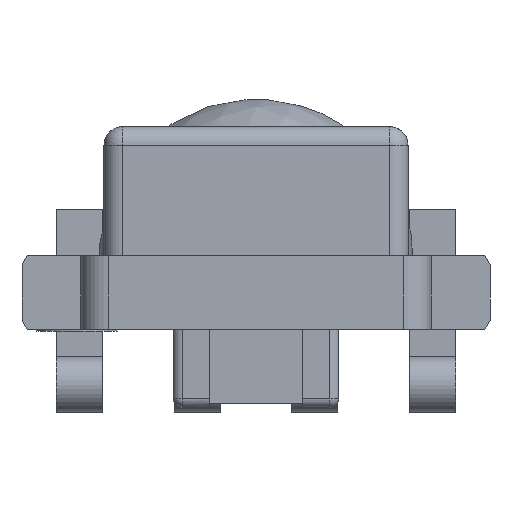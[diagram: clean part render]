
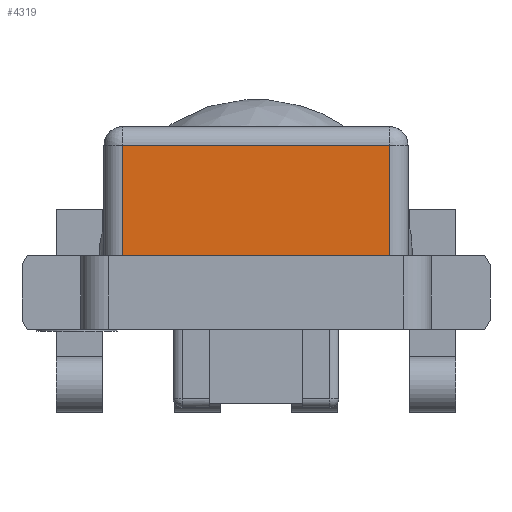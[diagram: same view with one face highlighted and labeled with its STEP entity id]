
A CAD part, left-side view. The second image highlights one B-rep face of the part: STEP entity #4319.
In plain terms, the highlighted planar face has unit normal (-1, 0, 0).
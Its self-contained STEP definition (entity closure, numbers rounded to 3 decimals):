
#4098=CARTESIAN_POINT('',(-13.6,-1.45,0.8));
#4099=VERTEX_POINT('',#4098);
#4107=CARTESIAN_POINT('',(-13.6,1.45,0.8));
#4108=VERTEX_POINT('',#4107);
#4109=CARTESIAN_POINT('',(-13.6,1.45,0.8));
#4110=DIRECTION('',(0.0,-1.0,0.0));
#4111=VECTOR('',#4110,2.9);
#4112=LINE('',#4109,#4111);
#4113=EDGE_CURVE('',#4108,#4099,#4112,.T.);
#4289=CARTESIAN_POINT('',(-13.6,-1.595,0.74));
#4290=DIRECTION('',(1.0,0.0,0.0));
#4291=DIRECTION('',(0.0,1.0,0.0));
#4292=AXIS2_PLACEMENT_3D('',#4289,#4290,#4291);
#4293=PLANE('',#4292);
#4294=ORIENTED_EDGE('',*,*,#4113,.T.);
#4295=CARTESIAN_POINT('',(-13.6,-1.45,2.0));
#4296=VERTEX_POINT('',#4295);
#4297=CARTESIAN_POINT('',(-13.6,-1.45,0.8));
#4298=DIRECTION('',(0.0,0.0,1.0));
#4299=VECTOR('',#4298,1.2);
#4300=LINE('',#4297,#4299);
#4301=EDGE_CURVE('',#4099,#4296,#4300,.T.);
#4302=ORIENTED_EDGE('',*,*,#4301,.T.);
#4303=CARTESIAN_POINT('',(-13.6,1.45,2.0));
#4304=VERTEX_POINT('',#4303);
#4305=CARTESIAN_POINT('',(-13.6,-1.45,2.0));
#4306=DIRECTION('',(0.0,1.0,0.0));
#4307=VECTOR('',#4306,2.9);
#4308=LINE('',#4305,#4307);
#4309=EDGE_CURVE('',#4296,#4304,#4308,.T.);
#4310=ORIENTED_EDGE('',*,*,#4309,.T.);
#4311=CARTESIAN_POINT('',(-13.6,1.45,2.0));
#4312=DIRECTION('',(0.0,0.0,-1.0));
#4313=VECTOR('',#4312,1.2);
#4314=LINE('',#4311,#4313);
#4315=EDGE_CURVE('',#4304,#4108,#4314,.T.);
#4316=ORIENTED_EDGE('',*,*,#4315,.T.);
#4317=EDGE_LOOP('',(#4294,#4302,#4310,#4316));
#4318=FACE_OUTER_BOUND('',#4317,.T.);
#4319=ADVANCED_FACE('',(#4318),#4293,.F.);
